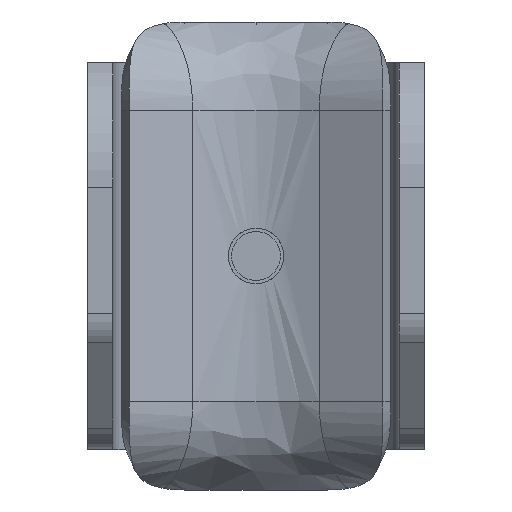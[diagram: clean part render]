
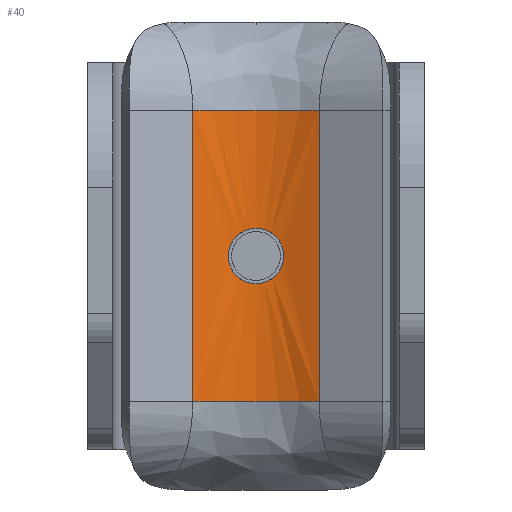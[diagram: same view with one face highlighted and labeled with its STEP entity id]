
A CAD part, front view. The second image highlights one B-rep face of the part: STEP entity #40.
In plain terms, the highlighted free-form (B-spline) face has degree [1, 2] with [2, 3] control points.
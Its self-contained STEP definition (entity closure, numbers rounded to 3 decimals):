
#24=FACE_BOUND('',#391,.T.);
#40=ADVANCED_FACE('',(#215,#24),#2650,.T.);
#215=FACE_OUTER_BOUND('',#390,.T.);
#390=EDGE_LOOP('',(#591,#592,#593,#594));
#391=EDGE_LOOP('',(#595,#596));
#591=ORIENTED_EDGE('',*,*,#1464,.T.);
#592=ORIENTED_EDGE('',*,*,#1463,.T.);
#593=ORIENTED_EDGE('',*,*,#1456,.F.);
#594=ORIENTED_EDGE('',*,*,#1462,.F.);
#595=ORIENTED_EDGE('',*,*,#1550,.F.);
#596=ORIENTED_EDGE('',*,*,#1546,.F.);
#1456=EDGE_CURVE('',#2336,#2337,#1985,.T.);
#1462=EDGE_CURVE('',#2341,#2336,#1894,.T.);
#1463=EDGE_CURVE('',#2342,#2337,#1895,.T.);
#1464=EDGE_CURVE('',#2341,#2342,#1896,.T.);
#1546=EDGE_CURVE('',#2385,#2388,#2052,.T.);
#1550=EDGE_CURVE('',#2388,#2385,#2053,.T.);
#1894=(
BOUNDED_CURVE()
B_SPLINE_CURVE(2,(#4036,#4037,#4038),.UNSPECIFIED.,.F.,.F.)
B_SPLINE_CURVE_WITH_KNOTS((3,3),(0.,7.819),.UNSPECIFIED.)
CURVE()
GEOMETRIC_REPRESENTATION_ITEM()
RATIONAL_B_SPLINE_CURVE((1.,0.883,1.))
REPRESENTATION_ITEM('')
);
#1895=(
BOUNDED_CURVE()
B_SPLINE_CURVE(2,(#4039,#4040,#4041),.UNSPECIFIED.,.F.,.F.)
B_SPLINE_CURVE_WITH_KNOTS((3,3),(0.,7.819),.UNSPECIFIED.)
CURVE()
GEOMETRIC_REPRESENTATION_ITEM()
RATIONAL_B_SPLINE_CURVE((1.,0.883,1.))
REPRESENTATION_ITEM('')
);
#1896=(
BOUNDED_CURVE()
B_SPLINE_CURVE(1,(#4042,#4043),.UNSPECIFIED.,.F.,.F.)
B_SPLINE_CURVE_WITH_KNOTS((2,2),(0.,17.303),.UNSPECIFIED.)
CURVE()
GEOMETRIC_REPRESENTATION_ITEM()
RATIONAL_B_SPLINE_CURVE((1.,1.))
REPRESENTATION_ITEM('')
);
#1985=B_SPLINE_CURVE_WITH_KNOTS('',1,(#4022,#4023),.UNSPECIFIED.,.F.,.F.,
(2,2),(0.,17.303),.UNSPECIFIED.);
#2052=B_SPLINE_CURVE_WITH_KNOTS('',3,(#4438,#4439,#4440,#4441,#4442,#4443,
#4444,#4445,#4446,#4447,#4448,#4449,#4450,#4451,#4452,#4453,#4454,#4455,
#4456,#4457,#4458,#4459,#4460,#4461,#4462,#4463,#4464),.UNSPECIFIED.,.F.,
 .F.,(4,2,2,2,2,2,3,2,2,2,2,2,4),(0.,0.326,0.652,
1.305,1.958,2.283,2.609,2.935,
3.261,3.914,4.567,4.893,5.219),
 .UNSPECIFIED.);
#2053=B_SPLINE_CURVE_WITH_KNOTS('',3,(#4474,#4475,#4476,#4477,#4478,#4479,
#4480,#4481,#4482,#4483,#4484,#4485,#4486,#4487,#4488,#4489,#4490,#4491,
#4492,#4493,#4494,#4495,#4496,#4497,#4498,#4499,#4500),.UNSPECIFIED.,.F.,
 .F.,(4,2,2,2,2,2,3,2,2,2,2,2,4),(5.219,5.545,5.87,
6.523,7.176,7.502,7.828,8.154,
8.48,9.133,9.786,10.111,10.437),
 .UNSPECIFIED.);
#2336=VERTEX_POINT('',#3959);
#2337=VERTEX_POINT('',#3960);
#2341=VERTEX_POINT('',#3964);
#2342=VERTEX_POINT('',#3965);
#2385=VERTEX_POINT('',#4008);
#2388=VERTEX_POINT('',#4011);
#2650=(
BOUNDED_SURFACE()
B_SPLINE_SURFACE(1,2,((#3157,#3158,#3159),(#3160,#3161,#3162)),
 .UNSPECIFIED.,.F.,.F.,.F.)
B_SPLINE_SURFACE_WITH_KNOTS((2,2),(3,3),(0.,17.303),(0.,7.819),
 .UNSPECIFIED.)
GEOMETRIC_REPRESENTATION_ITEM()
RATIONAL_B_SPLINE_SURFACE(((1.,0.883,1.),(1.,0.883,
1.)))
REPRESENTATION_ITEM('')
SURFACE()
);
#3157=CARTESIAN_POINT('',(3.756,-19.593,2.849));
#3158=CARTESIAN_POINT('',(0.,-17.596,2.849));
#3159=CARTESIAN_POINT('',(-3.756,-19.593,2.849));
#3160=CARTESIAN_POINT('',(3.756,-19.593,20.151));
#3161=CARTESIAN_POINT('',(0.,-17.596,20.151));
#3162=CARTESIAN_POINT('',(-3.756,-19.593,20.151));
#3959=CARTESIAN_POINT('',(-3.756,-19.593,2.849));
#3960=CARTESIAN_POINT('',(-3.756,-19.593,20.151));
#3964=CARTESIAN_POINT('',(3.756,-19.593,2.849));
#3965=CARTESIAN_POINT('',(3.756,-19.593,20.151));
#4008=CARTESIAN_POINT('',(0.,-18.657,9.85));
#4011=CARTESIAN_POINT('',(0.,-18.657,13.15));
#4022=CARTESIAN_POINT('',(-3.756,-19.593,2.849));
#4023=CARTESIAN_POINT('',(-3.756,-19.593,20.151));
#4036=CARTESIAN_POINT('',(3.756,-19.593,2.849));
#4037=CARTESIAN_POINT('',(0.,-17.596,2.849));
#4038=CARTESIAN_POINT('',(-3.756,-19.593,2.849));
#4039=CARTESIAN_POINT('',(3.756,-19.593,20.151));
#4040=CARTESIAN_POINT('',(0.,-17.596,20.151));
#4041=CARTESIAN_POINT('',(-3.756,-19.593,20.151));
#4042=CARTESIAN_POINT('',(3.756,-19.593,2.849));
#4043=CARTESIAN_POINT('',(3.756,-19.593,20.151));
#4438=CARTESIAN_POINT('',(0.,-18.657,9.85));
#4439=CARTESIAN_POINT('',(0.108,-18.657,9.85));
#4440=CARTESIAN_POINT('',(0.216,-18.659,9.861));
#4441=CARTESIAN_POINT('',(0.429,-18.667,9.903));
#4442=CARTESIAN_POINT('',(0.533,-18.674,9.935));
#4443=CARTESIAN_POINT('',(0.833,-18.697,10.059));
#4444=CARTESIAN_POINT('',(1.014,-18.72,10.181));
#4445=CARTESIAN_POINT('',(1.319,-18.765,10.486));
#4446=CARTESIAN_POINT('',(1.441,-18.787,10.667));
#4447=CARTESIAN_POINT('',(1.565,-18.811,10.967));
#4448=CARTESIAN_POINT('',(1.597,-18.817,11.071));
#4449=CARTESIAN_POINT('',(1.639,-18.826,11.284));
#4450=CARTESIAN_POINT('',(1.65,-18.829,11.392));
#4451=CARTESIAN_POINT('',(1.65,-18.829,11.5));
#4452=CARTESIAN_POINT('',(1.65,-18.829,11.608));
#4453=CARTESIAN_POINT('',(1.639,-18.826,11.716));
#4454=CARTESIAN_POINT('',(1.597,-18.817,11.929));
#4455=CARTESIAN_POINT('',(1.565,-18.811,12.033));
#4456=CARTESIAN_POINT('',(1.441,-18.787,12.333));
#4457=CARTESIAN_POINT('',(1.319,-18.765,12.514));
#4458=CARTESIAN_POINT('',(1.014,-18.72,12.819));
#4459=CARTESIAN_POINT('',(0.833,-18.697,12.941));
#4460=CARTESIAN_POINT('',(0.533,-18.674,13.065));
#4461=CARTESIAN_POINT('',(0.429,-18.667,13.097));
#4462=CARTESIAN_POINT('',(0.216,-18.659,13.139));
#4463=CARTESIAN_POINT('',(0.108,-18.657,13.15));
#4464=CARTESIAN_POINT('',(0.,-18.657,13.15));
#4474=CARTESIAN_POINT('',(0.,-18.657,13.15));
#4475=CARTESIAN_POINT('',(-0.108,-18.657,13.15));
#4476=CARTESIAN_POINT('',(-0.216,-18.659,13.139));
#4477=CARTESIAN_POINT('',(-0.429,-18.667,13.097));
#4478=CARTESIAN_POINT('',(-0.533,-18.674,13.065));
#4479=CARTESIAN_POINT('',(-0.833,-18.697,12.941));
#4480=CARTESIAN_POINT('',(-1.014,-18.72,12.819));
#4481=CARTESIAN_POINT('',(-1.319,-18.765,12.514));
#4482=CARTESIAN_POINT('',(-1.441,-18.787,12.333));
#4483=CARTESIAN_POINT('',(-1.565,-18.811,12.033));
#4484=CARTESIAN_POINT('',(-1.597,-18.817,11.929));
#4485=CARTESIAN_POINT('',(-1.639,-18.826,11.716));
#4486=CARTESIAN_POINT('',(-1.65,-18.829,11.608));
#4487=CARTESIAN_POINT('',(-1.65,-18.829,11.5));
#4488=CARTESIAN_POINT('',(-1.65,-18.829,11.392));
#4489=CARTESIAN_POINT('',(-1.639,-18.826,11.284));
#4490=CARTESIAN_POINT('',(-1.597,-18.817,11.071));
#4491=CARTESIAN_POINT('',(-1.565,-18.811,10.967));
#4492=CARTESIAN_POINT('',(-1.441,-18.787,10.667));
#4493=CARTESIAN_POINT('',(-1.319,-18.765,10.486));
#4494=CARTESIAN_POINT('',(-1.014,-18.72,10.181));
#4495=CARTESIAN_POINT('',(-0.833,-18.697,10.059));
#4496=CARTESIAN_POINT('',(-0.533,-18.674,9.935));
#4497=CARTESIAN_POINT('',(-0.429,-18.667,9.903));
#4498=CARTESIAN_POINT('',(-0.216,-18.659,9.861));
#4499=CARTESIAN_POINT('',(-0.108,-18.657,9.85));
#4500=CARTESIAN_POINT('',(0.,-18.657,9.85));
